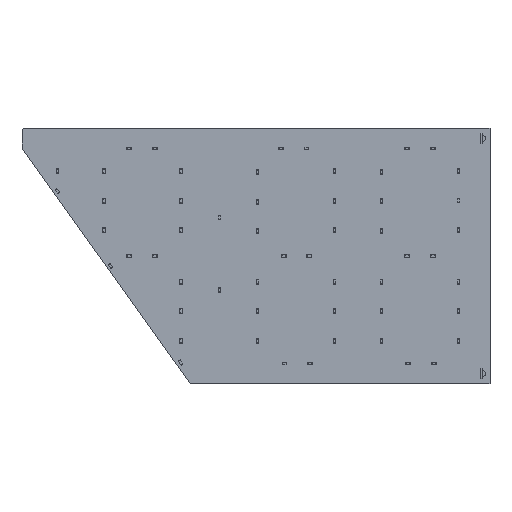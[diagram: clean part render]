
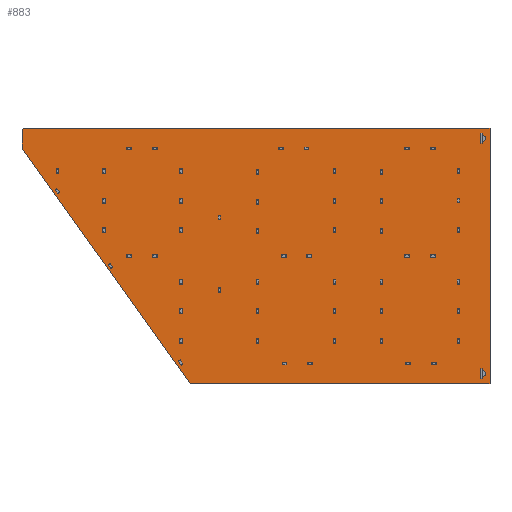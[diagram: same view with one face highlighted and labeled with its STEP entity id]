
A CAD part, top view. The second image highlights one B-rep face of the part: STEP entity #883.
In plain terms, the highlighted planar face has unit normal (0, 0, 1).
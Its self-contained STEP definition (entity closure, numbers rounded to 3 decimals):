
#656 = VERTEX_POINT('',#657);
#657 = CARTESIAN_POINT('',(-97.4,-83.,1.59));
#663 = EDGE_CURVE('',#656,#664,#666,.T.);
#664 = VERTEX_POINT('',#665);
#665 = CARTESIAN_POINT('',(-152.028,-6.52,1.59));
#666 = LINE('',#667,#668);
#667 = CARTESIAN_POINT('',(-97.4,-83.,1.59));
#668 = VECTOR('',#669,1.);
#669 = DIRECTION('',(-0.581,0.814,0.));
#694 = EDGE_CURVE('',#664,#695,#697,.T.);
#695 = VERTEX_POINT('',#696);
#696 = CARTESIAN_POINT('',(-152.,-6.5,1.59));
#697 = LINE('',#698,#699);
#698 = CARTESIAN_POINT('',(-152.028,-6.52,1.59));
#699 = VECTOR('',#700,1.);
#700 = DIRECTION('',(0.814,0.581,0.));
#725 = EDGE_CURVE('',#695,#726,#728,.T.);
#726 = VERTEX_POINT('',#727);
#727 = CARTESIAN_POINT('',(-152.,-1.,1.59));
#728 = LINE('',#729,#730);
#729 = CARTESIAN_POINT('',(-152.,-6.5,1.59));
#730 = VECTOR('',#731,1.);
#731 = DIRECTION('',(0.,1.,0.));
#756 = EDGE_CURVE('',#726,#757,#759,.T.);
#757 = VERTEX_POINT('',#758);
#758 = CARTESIAN_POINT('',(-151.,0.,1.59));
#759 = CIRCLE('',#760,1.);
#760 = AXIS2_PLACEMENT_3D('',#761,#762,#763);
#761 = CARTESIAN_POINT('',(-151.,-1.,1.59));
#762 = DIRECTION('',(0.,0.,-1.));
#763 = DIRECTION('',(-1.,0.,0.));
#789 = EDGE_CURVE('',#757,#790,#792,.T.);
#790 = VERTEX_POINT('',#791);
#791 = CARTESIAN_POINT('',(0.,0.,1.59));
#792 = LINE('',#793,#794);
#793 = CARTESIAN_POINT('',(-151.,0.,1.59));
#794 = VECTOR('',#795,1.);
#795 = DIRECTION('',(1.,0.,0.));
#820 = EDGE_CURVE('',#790,#821,#823,.T.);
#821 = VERTEX_POINT('',#822);
#822 = CARTESIAN_POINT('',(0.,-83.,1.59));
#823 = LINE('',#824,#825);
#824 = CARTESIAN_POINT('',(0.,0.,1.59));
#825 = VECTOR('',#826,1.);
#826 = DIRECTION('',(0.,-1.,0.));
#851 = EDGE_CURVE('',#821,#656,#852,.T.);
#852 = LINE('',#853,#854);
#853 = CARTESIAN_POINT('',(0.,-83.,1.59));
#854 = VECTOR('',#855,1.);
#855 = DIRECTION('',(-1.,0.,0.));
#883 = ADVANCED_FACE('',(#884),#893,.F.);
#884 = FACE_BOUND('',#885,.F.);
#885 = EDGE_LOOP('',(#886,#887,#888,#889,#890,#891,#892));
#886 = ORIENTED_EDGE('',*,*,#663,.T.);
#887 = ORIENTED_EDGE('',*,*,#694,.T.);
#888 = ORIENTED_EDGE('',*,*,#725,.T.);
#889 = ORIENTED_EDGE('',*,*,#756,.T.);
#890 = ORIENTED_EDGE('',*,*,#789,.T.);
#891 = ORIENTED_EDGE('',*,*,#820,.T.);
#892 = ORIENTED_EDGE('',*,*,#851,.T.);
#893 = PLANE('',#894);
#894 = AXIS2_PLACEMENT_3D('',#895,#896,#897);
#895 = CARTESIAN_POINT('',(-66.922,-36.435,1.59));
#896 = DIRECTION('',(-0.,-0.,-1.));
#897 = DIRECTION('',(-1.,0.,0.));
